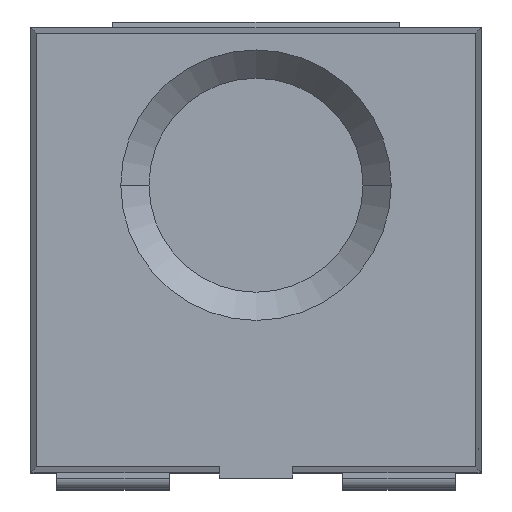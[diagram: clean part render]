
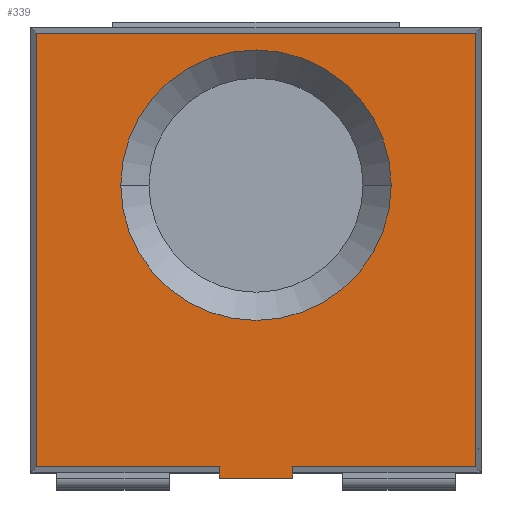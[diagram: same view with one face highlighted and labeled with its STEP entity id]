
A CAD part, top view. The second image highlights one B-rep face of the part: STEP entity #339.
In plain terms, the highlighted planar face has unit normal (0, 0, 1).
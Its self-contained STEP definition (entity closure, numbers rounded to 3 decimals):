
#33 = DIRECTION ( 'NONE',  ( 0., 0., 1. ) ) ;
#95 = CARTESIAN_POINT ( 'NONE',  ( -0.325, -2., 0. ) ) ;
#117 = AXIS2_PLACEMENT_3D ( 'NONE', #1511, #447, #463 ) ;
#182 = VERTEX_POINT ( 'NONE', #2134 ) ;
#213 = EDGE_CURVE ( 'NONE', #325, #2023, #4040, .T. ) ;
#226 = LINE ( 'NONE', #3694, #327 ) ;
#325 = VERTEX_POINT ( 'NONE', #3393 ) ;
#327 = VECTOR ( 'NONE', #2334, 1000. ) ;
#339 = ADVANCED_FACE ( 'NONE', ( #2259, #1440 ), #766, .T. ) ;
#407 = LINE ( 'NONE', #3665, #3176 ) ;
#435 = EDGE_LOOP ( 'NONE', ( #4162, #2262 ) ) ;
#447 = DIRECTION ( 'NONE',  ( 0., 0., 1. ) ) ;
#463 = DIRECTION ( 'NONE',  ( 1., 0., 0. ) ) ;
#541 = EDGE_CURVE ( 'NONE', #1479, #3734, #226, .T. ) ;
#666 = VERTEX_POINT ( 'NONE', #2692 ) ;
#708 = ORIENTED_EDGE ( 'NONE', *, *, #3815, .T. ) ;
#763 = VECTOR ( 'NONE', #1459, 1000. ) ;
#766 = PLANE ( 'NONE',  #1407 ) ;
#813 = DIRECTION ( 'NONE',  ( 0., 1., 0. ) ) ;
#881 = CARTESIAN_POINT ( 'NONE',  ( -0.325, -1.9, 0. ) ) ;
#901 = VECTOR ( 'NONE', #1414, 1000. ) ;
#974 = ORIENTED_EDGE ( 'NONE', *, *, #541, .T. ) ;
#1061 = VERTEX_POINT ( 'NONE', #881 ) ;
#1166 = CIRCLE ( 'NONE', #3124, 1.2 ) ;
#1220 = ORIENTED_EDGE ( 'NONE', *, *, #2835, .T. ) ;
#1248 = VERTEX_POINT ( 'NONE', #2232 ) ;
#1388 = VECTOR ( 'NONE', #4124, 1000. ) ;
#1407 = AXIS2_PLACEMENT_3D ( 'NONE', #3086, #33, #3751 ) ;
#1414 = DIRECTION ( 'NONE',  ( 0., 1., 0. ) ) ;
#1440 = FACE_OUTER_BOUND ( 'NONE', #1928, .T. ) ;
#1459 = DIRECTION ( 'NONE',  ( -1., 0., 0. ) ) ;
#1479 = VERTEX_POINT ( 'NONE', #3599 ) ;
#1511 = CARTESIAN_POINT ( 'NONE',  ( 0., 0.6, 0. ) ) ;
#1515 = DIRECTION ( 'NONE',  ( 0., 0., 1. ) ) ;
#1522 = LINE ( 'NONE', #4235, #2024 ) ;
#1730 = CARTESIAN_POINT ( 'NONE',  ( -1.95, 1.95, 0. ) ) ;
#1928 = EDGE_LOOP ( 'NONE', ( #4057, #3991, #2035, #1220, #974, #708, #3584, #3639 ) ) ;
#2023 = VERTEX_POINT ( 'NONE', #1730 ) ;
#2024 = VECTOR ( 'NONE', #2607, 1000. ) ;
#2035 = ORIENTED_EDGE ( 'NONE', *, *, #2161, .T. ) ;
#2111 = CARTESIAN_POINT ( 'NONE',  ( 1.95, 2., 0. ) ) ;
#2134 = CARTESIAN_POINT ( 'NONE',  ( -1.2, 0.6, 0. ) ) ;
#2161 = EDGE_CURVE ( 'NONE', #2199, #666, #3137, .T. ) ;
#2170 = CARTESIAN_POINT ( 'NONE',  ( -1.95, -4.541, 0. ) ) ;
#2199 = VERTEX_POINT ( 'NONE', #95 ) ;
#2232 = CARTESIAN_POINT ( 'NONE',  ( 1.2, 0.6, 0. ) ) ;
#2259 = FACE_BOUND ( 'NONE', #435, .T. ) ;
#2262 = ORIENTED_EDGE ( 'NONE', *, *, #3000, .F. ) ;
#2275 = EDGE_CURVE ( 'NONE', #2023, #4305, #4250, .T. ) ;
#2334 = DIRECTION ( 'NONE',  ( 1., 0., 0. ) ) ;
#2409 = CARTESIAN_POINT ( 'NONE',  ( -0.325, -4.541, 0. ) ) ;
#2522 = VECTOR ( 'NONE', #3515, 1000. ) ;
#2592 = EDGE_CURVE ( 'NONE', #1248, #182, #1166, .T. ) ;
#2607 = DIRECTION ( 'NONE',  ( 1., 0., 0. ) ) ;
#2692 = CARTESIAN_POINT ( 'NONE',  ( 0.325, -2., 0. ) ) ;
#2759 = CARTESIAN_POINT ( 'NONE',  ( 0., -2., 0. ) ) ;
#2835 = EDGE_CURVE ( 'NONE', #666, #1479, #407, .T. ) ;
#3000 = EDGE_CURVE ( 'NONE', #182, #1248, #3344, .T. ) ;
#3086 = CARTESIAN_POINT ( 'NONE',  ( 0., -4.541, 0. ) ) ;
#3088 = CARTESIAN_POINT ( 'NONE',  ( 1.95, -1.9, 0. ) ) ;
#3124 = AXIS2_PLACEMENT_3D ( 'NONE', #3845, #1515, #4216 ) ;
#3137 = LINE ( 'NONE', #2759, #1388 ) ;
#3176 = VECTOR ( 'NONE', #3316, 1000. ) ;
#3303 = LINE ( 'NONE', #2409, #3666 ) ;
#3316 = DIRECTION ( 'NONE',  ( 0., 1., 0. ) ) ;
#3344 = CIRCLE ( 'NONE', #117, 1.2 ) ;
#3393 = CARTESIAN_POINT ( 'NONE',  ( 1.95, 1.95, 0. ) ) ;
#3448 = CARTESIAN_POINT ( 'NONE',  ( -2., 1.95, 0. ) ) ;
#3515 = DIRECTION ( 'NONE',  ( 0., -1., 0. ) ) ;
#3584 = ORIENTED_EDGE ( 'NONE', *, *, #213, .T. ) ;
#3599 = CARTESIAN_POINT ( 'NONE',  ( 0.325, -1.9, 0. ) ) ;
#3639 = ORIENTED_EDGE ( 'NONE', *, *, #2275, .T. ) ;
#3665 = CARTESIAN_POINT ( 'NONE',  ( 0.325, -4.541, 0. ) ) ;
#3666 = VECTOR ( 'NONE', #813, 1000. ) ;
#3694 = CARTESIAN_POINT ( 'NONE',  ( 2., -1.9, 0. ) ) ;
#3734 = VERTEX_POINT ( 'NONE', #3088 ) ;
#3751 = DIRECTION ( 'NONE',  ( 1., 0., 0. ) ) ;
#3815 = EDGE_CURVE ( 'NONE', #3734, #325, #4181, .T. ) ;
#3826 = EDGE_CURVE ( 'NONE', #2199, #1061, #3303, .T. ) ;
#3845 = CARTESIAN_POINT ( 'NONE',  ( 0., 0.6, 0. ) ) ;
#3991 = ORIENTED_EDGE ( 'NONE', *, *, #3826, .F. ) ;
#4040 = LINE ( 'NONE', #3448, #763 ) ;
#4057 = ORIENTED_EDGE ( 'NONE', *, *, #4252, .T. ) ;
#4109 = CARTESIAN_POINT ( 'NONE',  ( -1.95, -1.9, 0. ) ) ;
#4124 = DIRECTION ( 'NONE',  ( 1., 0., 0. ) ) ;
#4162 = ORIENTED_EDGE ( 'NONE', *, *, #2592, .F. ) ;
#4181 = LINE ( 'NONE', #2111, #901 ) ;
#4216 = DIRECTION ( 'NONE',  ( 1., 0., 0. ) ) ;
#4235 = CARTESIAN_POINT ( 'NONE',  ( 0., -1.9, 0. ) ) ;
#4250 = LINE ( 'NONE', #2170, #2522 ) ;
#4252 = EDGE_CURVE ( 'NONE', #4305, #1061, #1522, .T. ) ;
#4305 = VERTEX_POINT ( 'NONE', #4109 ) ;
